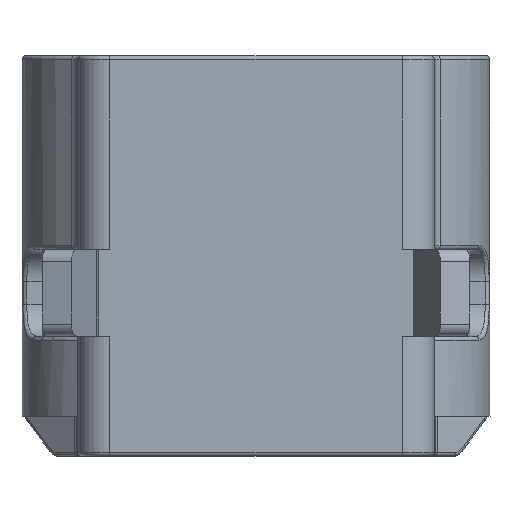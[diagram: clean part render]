
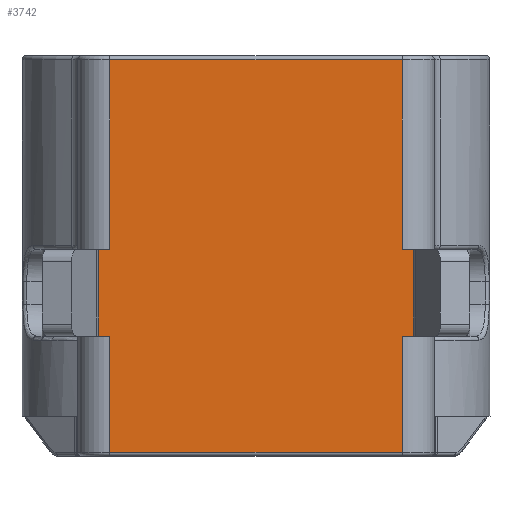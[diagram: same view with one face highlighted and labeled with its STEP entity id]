
A CAD part, front view. The second image highlights one B-rep face of the part: STEP entity #3742.
In plain terms, the highlighted planar face has unit normal (0, -1, 0).
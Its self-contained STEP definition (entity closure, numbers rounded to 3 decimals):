
#107=PLANE('',#3972);
#168=FACE_OUTER_BOUND('',#394,.T.);
#394=EDGE_LOOP('',(#2443,#2444,#2445,#2446,#2447,#2448,#2449,#2450,#2451,
#2452,#2453,#2454));
#619=LINE('',#5787,#899);
#621=LINE('',#5793,#901);
#622=LINE('',#5795,#902);
#623=LINE('',#5797,#903);
#624=LINE('',#5799,#904);
#625=LINE('',#5801,#905);
#626=LINE('',#5803,#906);
#627=LINE('',#5805,#907);
#628=LINE('',#5807,#908);
#629=LINE('',#5809,#909);
#630=LINE('',#5811,#910);
#631=LINE('',#5812,#911);
#899=VECTOR('',#4485,1.08);
#901=VECTOR('',#4491,0.325);
#902=VECTOR('',#4492,1.45);
#903=VECTOR('',#4493,3.651);
#904=VECTOR('',#4494,1.45);
#905=VECTOR('',#4495,0.325);
#906=VECTOR('',#4496,1.08);
#907=VECTOR('',#4497,0.325);
#908=VECTOR('',#4498,2.37);
#909=VECTOR('',#4499,3.651);
#910=VECTOR('',#4500,2.37);
#911=VECTOR('',#4501,0.325);
#1472=VERTEX_POINT('',#5784);
#1473=VERTEX_POINT('',#5786);
#1475=VERTEX_POINT('',#5792);
#1476=VERTEX_POINT('',#5794);
#1477=VERTEX_POINT('',#5796);
#1478=VERTEX_POINT('',#5798);
#1479=VERTEX_POINT('',#5800);
#1480=VERTEX_POINT('',#5802);
#1481=VERTEX_POINT('',#5804);
#1482=VERTEX_POINT('',#5806);
#1483=VERTEX_POINT('',#5808);
#1484=VERTEX_POINT('',#5810);
#1840=EDGE_CURVE('',#1472,#1473,#619,.T.);
#1843=EDGE_CURVE('',#1475,#1472,#621,.T.);
#1844=EDGE_CURVE('',#1476,#1475,#622,.T.);
#1845=EDGE_CURVE('',#1477,#1476,#623,.T.);
#1846=EDGE_CURVE('',#1478,#1477,#624,.T.);
#1847=EDGE_CURVE('',#1479,#1478,#625,.T.);
#1848=EDGE_CURVE('',#1480,#1479,#626,.T.);
#1849=EDGE_CURVE('',#1481,#1480,#627,.T.);
#1850=EDGE_CURVE('',#1482,#1481,#628,.T.);
#1851=EDGE_CURVE('',#1483,#1482,#629,.T.);
#1852=EDGE_CURVE('',#1484,#1483,#630,.T.);
#1853=EDGE_CURVE('',#1473,#1484,#631,.T.);
#2443=ORIENTED_EDGE('',*,*,#1840,.F.);
#2444=ORIENTED_EDGE('',*,*,#1843,.F.);
#2445=ORIENTED_EDGE('',*,*,#1844,.F.);
#2446=ORIENTED_EDGE('',*,*,#1845,.F.);
#2447=ORIENTED_EDGE('',*,*,#1846,.F.);
#2448=ORIENTED_EDGE('',*,*,#1847,.F.);
#2449=ORIENTED_EDGE('',*,*,#1848,.F.);
#2450=ORIENTED_EDGE('',*,*,#1849,.F.);
#2451=ORIENTED_EDGE('',*,*,#1850,.F.);
#2452=ORIENTED_EDGE('',*,*,#1851,.F.);
#2453=ORIENTED_EDGE('',*,*,#1852,.F.);
#2454=ORIENTED_EDGE('',*,*,#1853,.F.);
#3742=ADVANCED_FACE('',(#168),#107,.T.);
#3972=AXIS2_PLACEMENT_3D('',#5791,#4489,#4490);
#4485=DIRECTION('',(0.,0.,1.));
#4489=DIRECTION('center_axis',(0.,-1.,0.));
#4490=DIRECTION('ref_axis',(1.,0.,0.));
#4491=DIRECTION('',(-1.,0.,0.));
#4492=DIRECTION('',(0.,0.,1.));
#4493=DIRECTION('',(-1.,0.,0.));
#4494=DIRECTION('',(0.,0.,-1.));
#4495=DIRECTION('',(-1.,0.,0.));
#4496=DIRECTION('',(0.,0.,-1.));
#4497=DIRECTION('',(1.,0.,0.));
#4498=DIRECTION('',(0.,0.,-1.));
#4499=DIRECTION('',(1.,0.,0.));
#4500=DIRECTION('',(0.,0.,1.));
#4501=DIRECTION('',(1.,0.,0.));
#5784=CARTESIAN_POINT('',(-2.15,0.,-1.));
#5786=CARTESIAN_POINT('',(-2.15,0.,0.08));
#5787=CARTESIAN_POINT('',(-2.15,0.,0.));
#5791=CARTESIAN_POINT('Origin',(-2.67,0.,0.));
#5792=CARTESIAN_POINT('',(-1.825,0.,-1.));
#5793=CARTESIAN_POINT('',(-2.67,0.,-1.));
#5794=CARTESIAN_POINT('',(-1.825,0.,-2.45));
#5795=CARTESIAN_POINT('',(-1.825,0.,0.));
#5796=CARTESIAN_POINT('',(1.825,0.,-2.45));
#5797=CARTESIAN_POINT('',(-2.354,0.,-2.45));
#5798=CARTESIAN_POINT('',(1.825,0.,-1.));
#5799=CARTESIAN_POINT('',(1.825,0.,0.));
#5800=CARTESIAN_POINT('',(2.15,0.,-1.));
#5801=CARTESIAN_POINT('',(0.,0.,-1.));
#5802=CARTESIAN_POINT('',(2.15,0.,0.08));
#5803=CARTESIAN_POINT('',(2.15,0.,0.));
#5804=CARTESIAN_POINT('',(1.825,0.,0.08));
#5805=CARTESIAN_POINT('',(0.,0.,0.08));
#5806=CARTESIAN_POINT('',(1.825,0.,2.45));
#5807=CARTESIAN_POINT('',(1.825,0.,0.));
#5808=CARTESIAN_POINT('',(-1.825,0.,2.45));
#5809=CARTESIAN_POINT('',(-2.354,0.,2.45));
#5810=CARTESIAN_POINT('',(-1.825,0.,0.08));
#5811=CARTESIAN_POINT('',(-1.825,0.,0.));
#5812=CARTESIAN_POINT('',(-2.67,0.,0.08));
